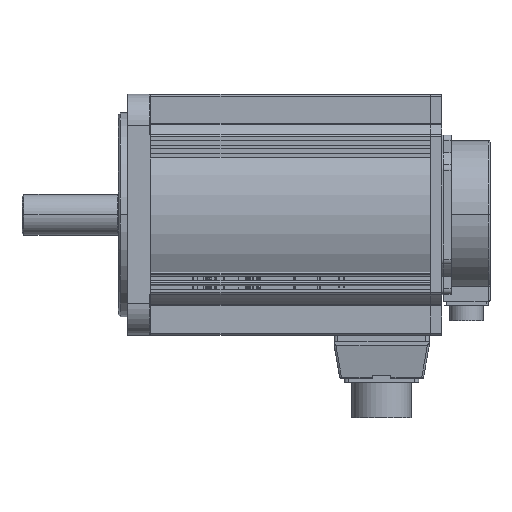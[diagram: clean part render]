
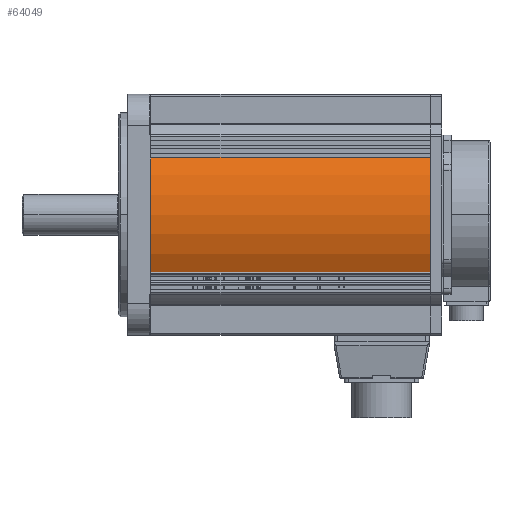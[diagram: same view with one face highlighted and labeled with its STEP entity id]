
A CAD part, top view. The second image highlights one B-rep face of the part: STEP entity #64049.
In plain terms, the highlighted cylindrical face has radius 65 mm (diameter 130 mm), a partial arc.
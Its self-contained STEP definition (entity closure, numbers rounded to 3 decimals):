
#3131 = CARTESIAN_POINT ( 'NONE',  ( 220.6, -31., 57.131 ) ) ;
#9748 = CARTESIAN_POINT ( 'NONE',  ( 69.5, 31., 57.131 ) ) ;
#11257 = CARTESIAN_POINT ( 'NONE',  ( 220.6, 0., 0. ) ) ;
#15301 = EDGE_LOOP ( 'NONE', ( #19412, #85322, #122043, #90604 ) ) ;
#19412 = ORIENTED_EDGE ( 'NONE', *, *, #87188, .T. ) ;
#20681 = DIRECTION ( 'NONE',  ( 0., -1., 0. ) ) ;
#20848 = CARTESIAN_POINT ( 'NONE',  ( 220.6, 31., 57.131 ) ) ;
#23992 = FACE_OUTER_BOUND ( 'NONE', #15301, .T. ) ;
#24391 = AXIS2_PLACEMENT_3D ( 'NONE', #81143, #25625, #80347 ) ;
#25575 = EDGE_CURVE ( 'NONE', #26239, #94582, #80923, .T. ) ;
#25625 = DIRECTION ( 'NONE',  ( 1., 0., 0. ) ) ;
#26239 = VERTEX_POINT ( 'NONE', #34558 ) ;
#26987 = CARTESIAN_POINT ( 'NONE',  ( 220.6, -31., 57.131 ) ) ;
#28219 = VERTEX_POINT ( 'NONE', #9748 ) ;
#28730 = DIRECTION ( 'NONE',  ( 0., 1., 0. ) ) ;
#34558 = CARTESIAN_POINT ( 'NONE',  ( 220.6, 31., 57.131 ) ) ;
#40391 = EDGE_CURVE ( 'NONE', #94582, #72922, #98880, .T. ) ;
#44552 = AXIS2_PLACEMENT_3D ( 'NONE', #11257, #77000, #20681 ) ;
#46745 = DIRECTION ( 'NONE',  ( -1., 0., 0. ) ) ;
#54489 = VECTOR ( 'NONE', #105457, 1000. ) ;
#64049 = ADVANCED_FACE ( 'NONE', ( #23992 ), #107729, .T. ) ;
#72922 = VERTEX_POINT ( 'NONE', #107509 ) ;
#74950 = LINE ( 'NONE', #20848, #54489 ) ;
#77000 = DIRECTION ( 'NONE',  ( -1., 0., 0. ) ) ;
#78676 = CIRCLE ( 'NONE', #78796, 65. ) ;
#78796 = AXIS2_PLACEMENT_3D ( 'NONE', #94088, #95752, #28730 ) ;
#80347 = DIRECTION ( 'NONE',  ( 0., 1., 0. ) ) ;
#80923 = CIRCLE ( 'NONE', #24391, 65. ) ;
#81143 = CARTESIAN_POINT ( 'NONE',  ( 220.6, 0., 0. ) ) ;
#85322 = ORIENTED_EDGE ( 'NONE', *, *, #40391, .F. ) ;
#87188 = EDGE_CURVE ( 'NONE', #28219, #72922, #78676, .T. ) ;
#90604 = ORIENTED_EDGE ( 'NONE', *, *, #110560, .T. ) ;
#94088 = CARTESIAN_POINT ( 'NONE',  ( 69.5, 0., 0. ) ) ;
#94582 = VERTEX_POINT ( 'NONE', #3131 ) ;
#95752 = DIRECTION ( 'NONE',  ( 1., 0., 0. ) ) ;
#98880 = LINE ( 'NONE', #26987, #119401 ) ;
#105457 = DIRECTION ( 'NONE',  ( -1., 0., 0. ) ) ;
#107509 = CARTESIAN_POINT ( 'NONE',  ( 69.5, -31., 57.131 ) ) ;
#107729 = CYLINDRICAL_SURFACE ( 'NONE', #44552, 65. ) ;
#110560 = EDGE_CURVE ( 'NONE', #26239, #28219, #74950, .T. ) ;
#119401 = VECTOR ( 'NONE', #46745, 1000. ) ;
#122043 = ORIENTED_EDGE ( 'NONE', *, *, #25575, .F. ) ;
